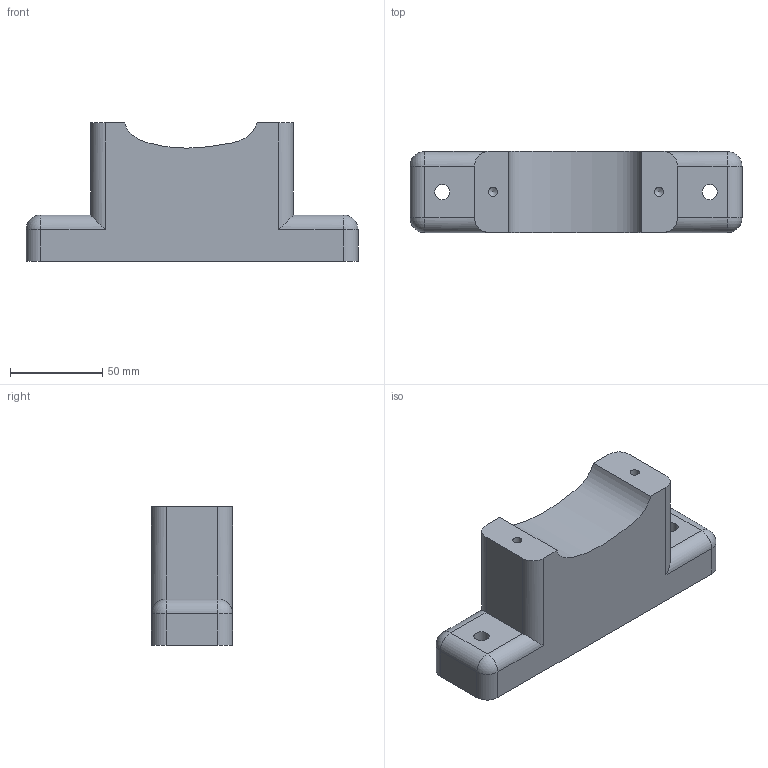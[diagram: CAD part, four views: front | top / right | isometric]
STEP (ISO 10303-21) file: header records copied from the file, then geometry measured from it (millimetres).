
FILE_DESCRIPTION(/* description */ ('STEP AP242','CAx-IF Rec.Pracs.---Representation and Presentation of Product Manufacturing Information (PMI)---4.0---2014-10-13','CAx-IF Rec.Pracs.---3D Tessellated Geometry---0.4---2014-09-14','2;1'),/* implementation_level */ '2;1');
FILE_NAME(/* name */ '67d63a73c482500c9526f0e5',/* time_stamp */ '2025-03-16T02:41:55Z',/* author */ (''),/* organization */ (''),/* preprocessor_version */ 'ST-DEVELOPER v20',/* originating_system */ 'ONSHAPE BY PTC INC, 1.195',/* authorisation */ ' ');
FILE_SCHEMA (('AP242_MANAGED_MODEL_BASED_3D_ENGINEERING_MIM_LF { 1 0 10303 442 1 1 4 }'));
Length unit declared in the file: metre
Products named in the file (1): Part 1
Bounding box: 180 x 44 x 75 mm (x, y, z)
Volume: 395350.3 mm3; surface area: 40968.5 mm2
Topology: 1 solids, 1 shells, 36 faces, 90 edges, 52 vertices
Faces by surface type: cylinder 18, plane 11, sphere 4, cone 2, bspline 1
Full cylindrical faces by diameter (mm): 5 x2, 8.3 x2
Entity records: 1064 total; most frequent: CARTESIAN_POINT 228, DIRECTION 178, ORIENTED_EDGE 152, EDGE_CURVE 76, AXIS2_PLACEMENT_3D 68, VERTEX_POINT 50, FACE_BOUND 48, EDGE_LOOP 46
